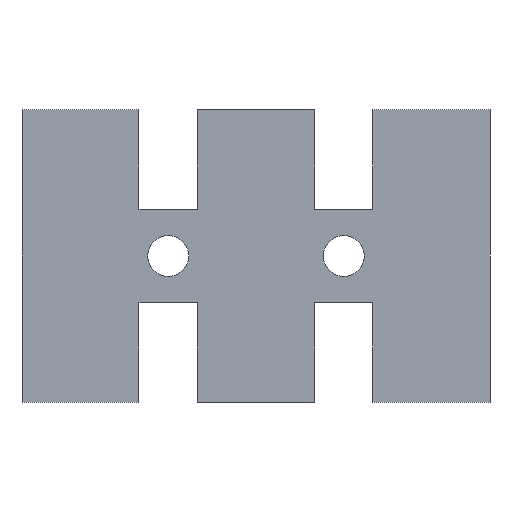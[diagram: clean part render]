
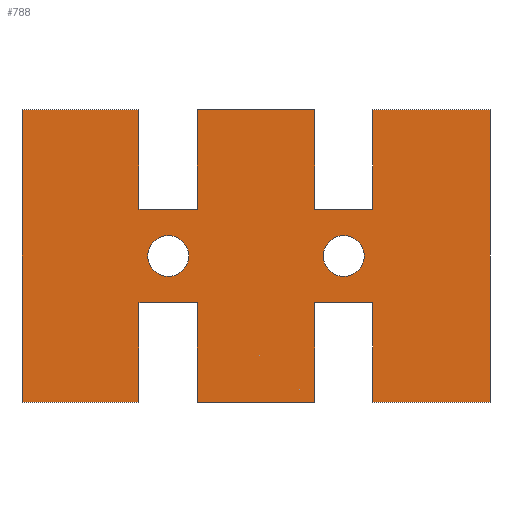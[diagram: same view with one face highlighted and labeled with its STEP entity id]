
A CAD part, front view. The second image highlights one B-rep face of the part: STEP entity #788.
In plain terms, the highlighted planar face has unit normal (0, -1, 0).
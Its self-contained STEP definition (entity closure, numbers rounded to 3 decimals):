
#29=FACE_BOUND('',#175,.T.);
#30=FACE_BOUND('',#176,.T.);
#64=PLANE('',#878);
#112=FACE_OUTER_BOUND('',#174,.T.);
#174=EDGE_LOOP('',(#705,#706,#707,#708,#709,#710,#711,#712,#713,#714,#715,
#716,#717,#718,#719,#720,#721,#722,#723,#724));
#175=EDGE_LOOP('',(#725));
#176=EDGE_LOOP('',(#726));
#211=LINE('',#1247,#285);
#214=LINE('',#1252,#288);
#216=LINE('',#1256,#290);
#218=LINE('',#1260,#292);
#220=LINE('',#1264,#294);
#222=LINE('',#1268,#296);
#224=LINE('',#1272,#298);
#226=LINE('',#1276,#300);
#228=LINE('',#1280,#302);
#230=LINE('',#1284,#304);
#232=LINE('',#1288,#306);
#234=LINE('',#1292,#308);
#236=LINE('',#1296,#310);
#238=LINE('',#1300,#312);
#240=LINE('',#1304,#314);
#242=LINE('',#1308,#316);
#244=LINE('',#1312,#318);
#246=LINE('',#1316,#320);
#248=LINE('',#1320,#322);
#250=LINE('',#1323,#324);
#285=VECTOR('',#1025,10.);
#288=VECTOR('',#1030,10.);
#290=VECTOR('',#1034,10.);
#292=VECTOR('',#1038,10.);
#294=VECTOR('',#1042,10.);
#296=VECTOR('',#1046,10.);
#298=VECTOR('',#1050,10.);
#300=VECTOR('',#1054,10.);
#302=VECTOR('',#1058,10.);
#304=VECTOR('',#1062,10.);
#306=VECTOR('',#1066,10.);
#308=VECTOR('',#1070,10.);
#310=VECTOR('',#1074,10.);
#312=VECTOR('',#1078,10.);
#314=VECTOR('',#1082,10.);
#316=VECTOR('',#1086,10.);
#318=VECTOR('',#1090,10.);
#320=VECTOR('',#1094,10.);
#322=VECTOR('',#1098,10.);
#324=VECTOR('',#1102,10.);
#326=CIRCLE('',#805,1.75);
#328=CIRCLE('',#808,1.75);
#354=VERTEX_POINT('',#1111);
#356=VERTEX_POINT('',#1117);
#401=VERTEX_POINT('',#1245);
#402=VERTEX_POINT('',#1246);
#403=VERTEX_POINT('',#1251);
#404=VERTEX_POINT('',#1255);
#405=VERTEX_POINT('',#1259);
#406=VERTEX_POINT('',#1263);
#407=VERTEX_POINT('',#1267);
#408=VERTEX_POINT('',#1271);
#409=VERTEX_POINT('',#1275);
#410=VERTEX_POINT('',#1279);
#411=VERTEX_POINT('',#1283);
#412=VERTEX_POINT('',#1287);
#413=VERTEX_POINT('',#1291);
#414=VERTEX_POINT('',#1295);
#415=VERTEX_POINT('',#1299);
#416=VERTEX_POINT('',#1303);
#417=VERTEX_POINT('',#1307);
#418=VERTEX_POINT('',#1311);
#419=VERTEX_POINT('',#1315);
#420=VERTEX_POINT('',#1319);
#423=EDGE_CURVE('',#354,#354,#326,.T.);
#426=EDGE_CURVE('',#356,#356,#328,.T.);
#483=EDGE_CURVE('',#401,#402,#211,.T.);
#486=EDGE_CURVE('',#401,#403,#214,.T.);
#488=EDGE_CURVE('',#403,#404,#216,.T.);
#490=EDGE_CURVE('',#404,#405,#218,.T.);
#492=EDGE_CURVE('',#405,#406,#220,.T.);
#494=EDGE_CURVE('',#407,#406,#222,.T.);
#496=EDGE_CURVE('',#407,#408,#224,.T.);
#498=EDGE_CURVE('',#408,#409,#226,.T.);
#500=EDGE_CURVE('',#409,#410,#228,.T.);
#502=EDGE_CURVE('',#411,#410,#230,.T.);
#504=EDGE_CURVE('',#412,#411,#232,.T.);
#506=EDGE_CURVE('',#412,#413,#234,.T.);
#508=EDGE_CURVE('',#413,#414,#236,.T.);
#510=EDGE_CURVE('',#414,#415,#238,.T.);
#512=EDGE_CURVE('',#416,#415,#240,.T.);
#514=EDGE_CURVE('',#416,#417,#242,.T.);
#516=EDGE_CURVE('',#417,#418,#244,.T.);
#518=EDGE_CURVE('',#418,#419,#246,.T.);
#520=EDGE_CURVE('',#420,#419,#248,.T.);
#522=EDGE_CURVE('',#402,#420,#250,.T.);
#705=ORIENTED_EDGE('',*,*,#522,.F.);
#706=ORIENTED_EDGE('',*,*,#483,.F.);
#707=ORIENTED_EDGE('',*,*,#486,.T.);
#708=ORIENTED_EDGE('',*,*,#488,.T.);
#709=ORIENTED_EDGE('',*,*,#490,.T.);
#710=ORIENTED_EDGE('',*,*,#492,.T.);
#711=ORIENTED_EDGE('',*,*,#494,.F.);
#712=ORIENTED_EDGE('',*,*,#496,.T.);
#713=ORIENTED_EDGE('',*,*,#498,.T.);
#714=ORIENTED_EDGE('',*,*,#500,.T.);
#715=ORIENTED_EDGE('',*,*,#502,.F.);
#716=ORIENTED_EDGE('',*,*,#504,.F.);
#717=ORIENTED_EDGE('',*,*,#506,.T.);
#718=ORIENTED_EDGE('',*,*,#508,.T.);
#719=ORIENTED_EDGE('',*,*,#510,.T.);
#720=ORIENTED_EDGE('',*,*,#512,.F.);
#721=ORIENTED_EDGE('',*,*,#514,.T.);
#722=ORIENTED_EDGE('',*,*,#516,.T.);
#723=ORIENTED_EDGE('',*,*,#518,.T.);
#724=ORIENTED_EDGE('',*,*,#520,.F.);
#725=ORIENTED_EDGE('',*,*,#423,.T.);
#726=ORIENTED_EDGE('',*,*,#426,.T.);
#788=ADVANCED_FACE('',(#112,#29,#30),#64,.F.);
#805=AXIS2_PLACEMENT_3D('',#1113,#886,#887);
#808=AXIS2_PLACEMENT_3D('',#1119,#893,#894);
#878=AXIS2_PLACEMENT_3D('',#1325,#1105,#1106);
#886=DIRECTION('center_axis',(0.,1.,0.));
#887=DIRECTION('ref_axis',(-1.,0.,0.));
#893=DIRECTION('center_axis',(0.,1.,0.));
#894=DIRECTION('ref_axis',(-1.,0.,0.));
#1025=DIRECTION('',(0.,0.,-1.));
#1030=DIRECTION('',(-1.,0.,0.));
#1034=DIRECTION('',(0.,0.,-1.));
#1038=DIRECTION('',(1.,0.,0.));
#1042=DIRECTION('',(0.,0.,1.));
#1046=DIRECTION('',(-1.,0.,0.));
#1050=DIRECTION('',(0.,0.,-1.));
#1054=DIRECTION('',(1.,0.,0.));
#1058=DIRECTION('',(0.,0.,1.));
#1062=DIRECTION('',(-1.,0.,0.));
#1066=DIRECTION('',(0.,0.,1.));
#1070=DIRECTION('',(1.,0.,0.));
#1074=DIRECTION('',(0.,0.,1.));
#1078=DIRECTION('',(-1.,0.,0.));
#1082=DIRECTION('',(0.,0.,1.));
#1086=DIRECTION('',(-1.,0.,0.));
#1090=DIRECTION('',(0.,0.,1.));
#1094=DIRECTION('',(-1.,0.,0.));
#1098=DIRECTION('',(0.,0.,1.));
#1102=DIRECTION('',(1.,0.,0.));
#1105=DIRECTION('center_axis',(0.,1.,0.));
#1106=DIRECTION('ref_axis',(1.,0.,0.));
#1111=CARTESIAN_POINT('',(-5.75,0.,0.));
#1113=CARTESIAN_POINT('Origin',(-7.5,0.,0.));
#1117=CARTESIAN_POINT('',(9.25,0.,0.));
#1119=CARTESIAN_POINT('Origin',(7.5,0.,0.));
#1245=CARTESIAN_POINT('',(-10.,0.,12.5));
#1246=CARTESIAN_POINT('',(-10.,0.,4.));
#1247=CARTESIAN_POINT('',(-10.,0.,12.5));
#1251=CARTESIAN_POINT('',(-20.,0.,12.5));
#1252=CARTESIAN_POINT('',(-10.,0.,12.5));
#1255=CARTESIAN_POINT('',(-20.,0.,-12.5));
#1256=CARTESIAN_POINT('',(-20.,0.,12.5));
#1259=CARTESIAN_POINT('',(-10.,0.,-12.5));
#1260=CARTESIAN_POINT('',(-20.,0.,-12.5));
#1263=CARTESIAN_POINT('',(-10.,0.,-4.));
#1264=CARTESIAN_POINT('',(-10.,0.,-12.5));
#1267=CARTESIAN_POINT('',(-5.,0.,-4.));
#1268=CARTESIAN_POINT('',(-5.,0.,-4.));
#1271=CARTESIAN_POINT('',(-5.,0.,-12.5));
#1272=CARTESIAN_POINT('',(-5.,0.,-4.));
#1275=CARTESIAN_POINT('',(5.,0.,-12.5));
#1276=CARTESIAN_POINT('',(-5.,0.,-12.5));
#1279=CARTESIAN_POINT('',(5.,0.,-4.));
#1280=CARTESIAN_POINT('',(5.,0.,-12.5));
#1283=CARTESIAN_POINT('',(10.,0.,-4.));
#1284=CARTESIAN_POINT('',(10.,0.,-4.));
#1287=CARTESIAN_POINT('',(10.,0.,-12.5));
#1288=CARTESIAN_POINT('',(10.,0.,-12.5));
#1291=CARTESIAN_POINT('',(20.,0.,-12.5));
#1292=CARTESIAN_POINT('',(10.,0.,-12.5));
#1295=CARTESIAN_POINT('',(20.,0.,12.5));
#1296=CARTESIAN_POINT('',(20.,0.,-12.5));
#1299=CARTESIAN_POINT('',(10.,0.,12.5));
#1300=CARTESIAN_POINT('',(20.,0.,12.5));
#1303=CARTESIAN_POINT('',(10.,0.,4.));
#1304=CARTESIAN_POINT('',(10.,0.,4.));
#1307=CARTESIAN_POINT('',(5.,0.,4.));
#1308=CARTESIAN_POINT('',(10.,0.,4.));
#1311=CARTESIAN_POINT('',(5.,0.,12.5));
#1312=CARTESIAN_POINT('',(5.,0.,4.));
#1315=CARTESIAN_POINT('',(-5.,0.,12.5));
#1316=CARTESIAN_POINT('',(5.,0.,12.5));
#1319=CARTESIAN_POINT('',(-5.,0.,4.));
#1320=CARTESIAN_POINT('',(-5.,0.,4.));
#1323=CARTESIAN_POINT('',(-10.,0.,4.));
#1325=CARTESIAN_POINT('Origin',(0.,0.,0.));
